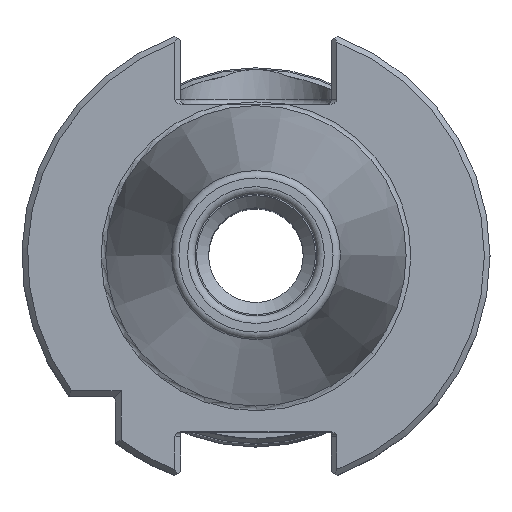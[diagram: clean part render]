
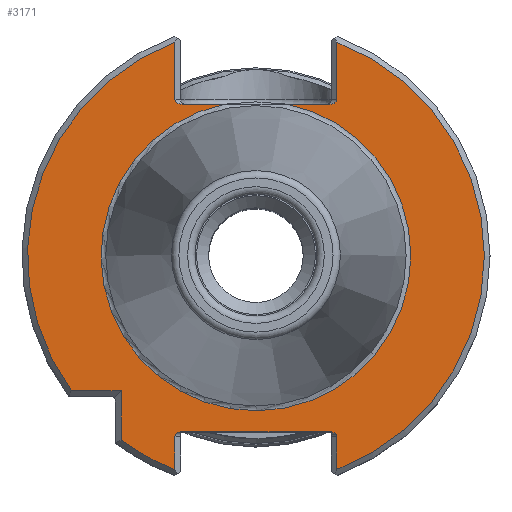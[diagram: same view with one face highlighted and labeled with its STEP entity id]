
A CAD part, top view. The second image highlights one B-rep face of the part: STEP entity #3171.
In plain terms, the highlighted planar face has unit normal (0, 0, 1).
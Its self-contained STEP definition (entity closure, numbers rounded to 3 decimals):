
#58=ELLIPSE('',#3335,0.707,0.5);
#59=ELLIPSE('',#3337,0.707,0.5);
#60=ELLIPSE('',#3341,0.707,0.5);
#61=ELLIPSE('',#3344,0.707,0.5);
#77=PLANE('',#3334);
#145=LINE('',#4315,#251);
#147=LINE('',#4352,#253);
#148=LINE('',#4356,#254);
#149=LINE('',#4360,#255);
#150=LINE('',#4366,#256);
#151=LINE('',#4370,#257);
#152=LINE('',#4376,#258);
#153=LINE('',#4380,#259);
#154=LINE('',#4382,#260);
#155=LINE('',#4386,#261);
#156=LINE('',#4390,#262);
#251=VECTOR('',#3620,1000.);
#253=VECTOR('',#3638,1000.);
#254=VECTOR('',#3641,1000.);
#255=VECTOR('',#3644,1000.);
#256=VECTOR('',#3649,1000.);
#257=VECTOR('',#3652,1000.);
#258=VECTOR('',#3657,1000.);
#259=VECTOR('',#3660,1000.);
#260=VECTOR('',#3661,1000.);
#261=VECTOR('',#3664,1000.);
#262=VECTOR('',#3667,1000.);
#466=ORIENTED_EDGE('',*,*,#1094,.F.);
#467=ORIENTED_EDGE('',*,*,#1095,.T.);
#468=ORIENTED_EDGE('',*,*,#1096,.T.);
#469=ORIENTED_EDGE('',*,*,#1097,.T.);
#470=ORIENTED_EDGE('',*,*,#1098,.T.);
#471=ORIENTED_EDGE('',*,*,#1099,.T.);
#472=ORIENTED_EDGE('',*,*,#1100,.T.);
#473=ORIENTED_EDGE('',*,*,#1101,.F.);
#474=ORIENTED_EDGE('',*,*,#1102,.F.);
#475=ORIENTED_EDGE('',*,*,#1103,.F.);
#476=ORIENTED_EDGE('',*,*,#1104,.T.);
#477=ORIENTED_EDGE('',*,*,#1105,.T.);
#478=ORIENTED_EDGE('',*,*,#1106,.T.);
#479=ORIENTED_EDGE('',*,*,#1107,.T.);
#480=ORIENTED_EDGE('',*,*,#1108,.T.);
#481=ORIENTED_EDGE('',*,*,#1109,.T.);
#482=ORIENTED_EDGE('',*,*,#1110,.T.);
#483=ORIENTED_EDGE('',*,*,#1111,.T.);
#484=ORIENTED_EDGE('',*,*,#1112,.T.);
#485=ORIENTED_EDGE('',*,*,#1113,.T.);
#486=ORIENTED_EDGE('',*,*,#1083,.F.);
#1083=EDGE_CURVE('',#1397,#1395,#145,.T.);
#1094=EDGE_CURVE('',#1407,#1397,#147,.T.);
#1095=EDGE_CURVE('',#1407,#1408,#58,.F.);
#1096=EDGE_CURVE('',#1408,#1409,#148,.T.);
#1097=EDGE_CURVE('',#1409,#1410,#1617,.T.);
#1098=EDGE_CURVE('',#1410,#1411,#149,.T.);
#1099=EDGE_CURVE('',#1411,#1412,#59,.F.);
#1100=EDGE_CURVE('',#1412,#1413,#1618,.F.);
#1101=EDGE_CURVE('',#1414,#1413,#150,.T.);
#1102=EDGE_CURVE('',#1415,#1414,#1619,.T.);
#1103=EDGE_CURVE('',#1416,#1415,#151,.T.);
#1104=EDGE_CURVE('',#1416,#1417,#1620,.F.);
#1105=EDGE_CURVE('',#1417,#1418,#60,.F.);
#1106=EDGE_CURVE('',#1418,#1419,#152,.T.);
#1107=EDGE_CURVE('',#1419,#1420,#1621,.T.);
#1108=EDGE_CURVE('',#1420,#1421,#153,.T.);
#1109=EDGE_CURVE('',#1421,#1422,#154,.T.);
#1110=EDGE_CURVE('',#1422,#1423,#1622,.T.);
#1111=EDGE_CURVE('',#1423,#1424,#155,.T.);
#1112=EDGE_CURVE('',#1424,#1425,#61,.F.);
#1113=EDGE_CURVE('',#1425,#1395,#156,.T.);
#1395=VERTEX_POINT('',#4310);
#1397=VERTEX_POINT('',#4314);
#1407=VERTEX_POINT('',#4353);
#1408=VERTEX_POINT('',#4355);
#1409=VERTEX_POINT('',#4357);
#1410=VERTEX_POINT('',#4359);
#1411=VERTEX_POINT('',#4361);
#1412=VERTEX_POINT('',#4363);
#1413=VERTEX_POINT('',#4365);
#1414=VERTEX_POINT('',#4367);
#1415=VERTEX_POINT('',#4369);
#1416=VERTEX_POINT('',#4371);
#1417=VERTEX_POINT('',#4373);
#1418=VERTEX_POINT('',#4375);
#1419=VERTEX_POINT('',#4377);
#1420=VERTEX_POINT('',#4379);
#1421=VERTEX_POINT('',#4381);
#1422=VERTEX_POINT('',#4383);
#1423=VERTEX_POINT('',#4385);
#1424=VERTEX_POINT('',#4387);
#1425=VERTEX_POINT('',#4389);
#1617=CIRCLE('',#3336,24.4);
#1618=CIRCLE('',#3338,0.5);
#1619=CIRCLE('',#3339,16.543);
#1620=CIRCLE('',#3340,0.5);
#1621=CIRCLE('',#3342,24.4);
#1622=CIRCLE('',#3343,24.4);
#1722=EDGE_LOOP('',(#466,#467,#468,#469,#470,#471,#472,#473,#474,#475,#476,
#477,#478,#479,#480,#481,#482,#483,#484,#485,#486));
#1917=FACE_BOUND('',#1722,.T.);
#3171=ADVANCED_FACE('',(#1917),#77,.T.);
#3334=AXIS2_PLACEMENT_3D('',#4351,#3636,#3637);
#3335=AXIS2_PLACEMENT_3D('',#4354,#3639,#3640);
#3336=AXIS2_PLACEMENT_3D('',#4358,#3642,#3643);
#3337=AXIS2_PLACEMENT_3D('',#4362,#3645,#3646);
#3338=AXIS2_PLACEMENT_3D('',#4364,#3647,#3648);
#3339=AXIS2_PLACEMENT_3D('',#4368,#3650,#3651);
#3340=AXIS2_PLACEMENT_3D('',#4372,#3653,#3654);
#3341=AXIS2_PLACEMENT_3D('',#4374,#3655,#3656);
#3342=AXIS2_PLACEMENT_3D('',#4378,#3658,#3659);
#3343=AXIS2_PLACEMENT_3D('',#4384,#3662,#3663);
#3344=AXIS2_PLACEMENT_3D('',#4388,#3665,#3666);
#3620=DIRECTION('',(-1.,0.,0.));
#3636=DIRECTION('',(0.,0.,1.));
#3637=DIRECTION('',(1.,0.,0.));
#3638=DIRECTION('',(0.,1.,0.));
#3639=DIRECTION('',(0.,0.,1.));
#3640=DIRECTION('',(1.,0.,0.));
#3641=DIRECTION('',(0.,-1.,0.));
#3642=DIRECTION('',(0.,0.,1.));
#3643=DIRECTION('',(1.,0.,0.));
#3644=DIRECTION('',(0.,-1.,0.));
#3645=DIRECTION('',(0.,0.,1.));
#3646=DIRECTION('',(-1.,0.,0.));
#3647=DIRECTION('',(0.,0.,1.));
#3648=DIRECTION('',(1.,0.,0.));
#3649=DIRECTION('',(1.,0.,0.));
#3650=DIRECTION('',(0.,0.,1.));
#3651=DIRECTION('',(1.,0.,0.));
#3652=DIRECTION('',(1.,0.,0.));
#3653=DIRECTION('',(0.,0.,1.));
#3654=DIRECTION('',(1.,0.,0.));
#3655=DIRECTION('',(0.,0.,1.));
#3656=DIRECTION('',(-1.,0.,0.));
#3657=DIRECTION('',(0.,1.,0.));
#3658=DIRECTION('',(0.,0.,1.));
#3659=DIRECTION('',(1.,0.,0.));
#3660=DIRECTION('',(1.,0.,0.));
#3661=DIRECTION('',(0.,-1.,0.));
#3662=DIRECTION('',(0.,0.,1.));
#3663=DIRECTION('',(1.,0.,0.));
#3664=DIRECTION('',(0.,1.,0.));
#3665=DIRECTION('',(0.,0.,1.));
#3666=DIRECTION('',(1.,0.,0.));
#3667=DIRECTION('',(0.,1.,0.));
#4310=CARTESIAN_POINT('',(-8.05,-18.8,-3.2));
#4314=CARTESIAN_POINT('',(8.05,-18.8,-3.2));
#4315=CARTESIAN_POINT('',(8.05,-18.8,-3.2));
#4351=CARTESIAN_POINT('',(16.543,0.,-3.2));
#4352=CARTESIAN_POINT('',(8.05,-231.783,-3.2));
#4353=CARTESIAN_POINT('',(8.05,-18.806,-3.2));
#4354=CARTESIAN_POINT('',(7.943,-19.3,-3.2));
#4355=CARTESIAN_POINT('',(8.65,-19.3,-3.2));
#4356=CARTESIAN_POINT('',(8.65,-23.827,-3.2));
#4357=CARTESIAN_POINT('',(8.65,-22.815,-3.2));
#4358=CARTESIAN_POINT('',(0.,0.,-3.2));
#4359=CARTESIAN_POINT('',(8.65,22.815,-3.2));
#4360=CARTESIAN_POINT('',(8.65,16.2,-3.2));
#4361=CARTESIAN_POINT('',(8.65,16.7,-3.2));
#4362=CARTESIAN_POINT('',(7.943,16.7,-3.2));
#4363=CARTESIAN_POINT('',(7.713,16.227,-3.2));
#4364=CARTESIAN_POINT('',(7.55,16.7,-3.2));
#4365=CARTESIAN_POINT('',(7.55,16.2,-3.2));
#4366=CARTESIAN_POINT('',(-8.05,16.2,-3.2));
#4367=CARTESIAN_POINT('',(3.35,16.2,-3.2));
#4368=CARTESIAN_POINT('',(0.,0.,-3.2));
#4369=CARTESIAN_POINT('',(-3.35,16.2,-3.2));
#4370=CARTESIAN_POINT('',(-8.05,16.2,-3.2));
#4371=CARTESIAN_POINT('',(-7.55,16.2,-3.2));
#4372=CARTESIAN_POINT('',(-7.55,16.7,-3.2));
#4373=CARTESIAN_POINT('',(-7.713,16.227,-3.2));
#4374=CARTESIAN_POINT('',(-7.943,16.7,-3.2));
#4375=CARTESIAN_POINT('',(-8.65,16.7,-3.2));
#4376=CARTESIAN_POINT('',(-8.65,23.827,-3.2));
#4377=CARTESIAN_POINT('',(-8.65,22.815,-3.2));
#4378=CARTESIAN_POINT('',(0.,0.,-3.2));
#4379=CARTESIAN_POINT('',(-19.698,-14.4,-3.2));
#4380=CARTESIAN_POINT('',(-15.,-14.4,-3.2));
#4381=CARTESIAN_POINT('',(-14.4,-14.4,-3.2));
#4382=CARTESIAN_POINT('',(-14.4,-20.187,-3.2));
#4383=CARTESIAN_POINT('',(-14.4,-19.698,-3.2));
#4384=CARTESIAN_POINT('',(0.,0.,-3.2));
#4385=CARTESIAN_POINT('',(-8.65,-22.815,-3.2));
#4386=CARTESIAN_POINT('',(-8.65,-18.8,-3.2));
#4387=CARTESIAN_POINT('',(-8.65,-19.3,-3.2));
#4388=CARTESIAN_POINT('',(-7.943,-19.3,-3.2));
#4389=CARTESIAN_POINT('',(-8.05,-18.806,-3.2));
#4390=CARTESIAN_POINT('',(-8.05,-231.783,-3.2));
